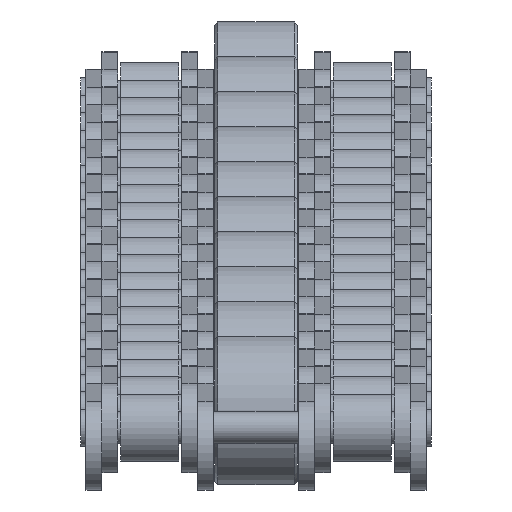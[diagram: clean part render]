
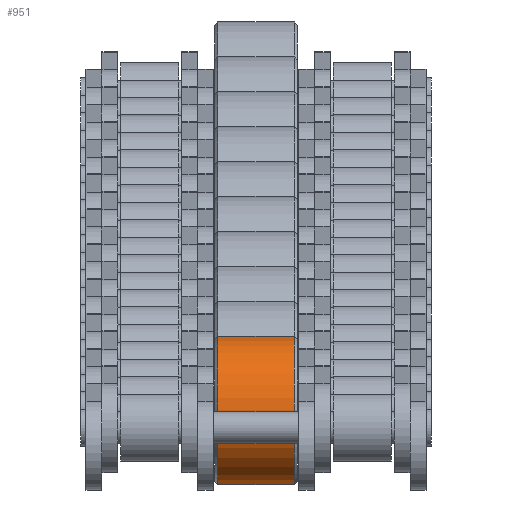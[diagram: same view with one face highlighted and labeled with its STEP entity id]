
A CAD part, front view. The second image highlights one B-rep face of the part: STEP entity #951.
In plain terms, the highlighted cylindrical face has radius 7 mm (diameter 14 mm), a full revolution.
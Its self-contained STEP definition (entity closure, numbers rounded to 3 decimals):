
#671=FACE_BOUND($,#747,.T.);
#687=CYLINDRICAL_SURFACE($,#1006,7.);
#706=FACE_OUTER_BOUND($,#746,.T.);
#746=EDGE_LOOP($,(#886));
#747=EDGE_LOOP($,(#887));
#780=CIRCLE($,#1005,7.);
#781=CIRCLE($,#1007,7.);
#806=VERTEX_POINT($,#1653);
#807=VERTEX_POINT($,#1656);
#836=EDGE_CURVE($,#806,#806,#780,.T.);
#837=EDGE_CURVE($,#807,#807,#781,.T.);
#886=ORIENTED_EDGE($,*,*,#837,.F.);
#887=ORIENTED_EDGE($,*,*,#836,.F.);
#951=ADVANCED_FACE($,(#706,#671),#687,.T.);
#1005=AXIS2_PLACEMENT_3D($,#1654,#1249,#1250);
#1006=AXIS2_PLACEMENT_3D($,#1655,#1251,#1252);
#1007=AXIS2_PLACEMENT_3D($,#1657,#1253,#1254);
#1249=DIRECTION('center_axis',(0.,0.,-1.));
#1250=DIRECTION('ref_axis',(-1.,0.,0.));
#1251=DIRECTION('center_axis',(0.,0.,1.));
#1252=DIRECTION('ref_axis',(-1.,0.,0.));
#1253=DIRECTION('center_axis',(0.,0.,1.));
#1254=DIRECTION('ref_axis',(-1.,0.,0.));
#1653=CARTESIAN_POINT('',(7.,0.,0.3));
#1654=CARTESIAN_POINT('Origin',(0.,0.,0.3));
#1655=CARTESIAN_POINT('Origin',(0.,0.,0.));
#1656=CARTESIAN_POINT('',(7.,0.,7.5));
#1657=CARTESIAN_POINT('Origin',(0.,0.,7.5));
